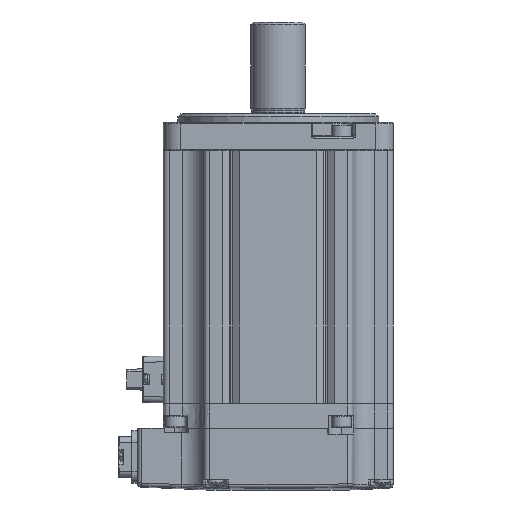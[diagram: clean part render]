
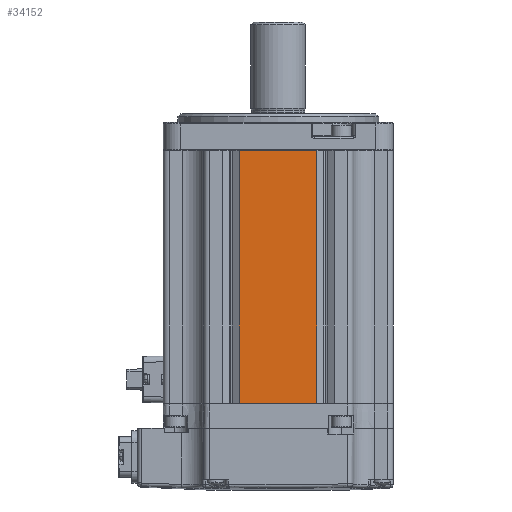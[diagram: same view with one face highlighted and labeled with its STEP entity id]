
A CAD part, front view. The second image highlights one B-rep face of the part: STEP entity #34152.
In plain terms, the highlighted planar face has unit normal (0, -1, 0).
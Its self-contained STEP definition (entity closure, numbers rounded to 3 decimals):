
#10988 = CARTESIAN_POINT ( 'NONE',  ( 0., -40., 0. ) ) ;
#11263 = VERTEX_POINT ( 'NONE', #135905 ) ;
#11786 = CARTESIAN_POINT ( 'NONE',  ( 13.5, -40., 7.8 ) ) ;
#13058 = CARTESIAN_POINT ( 'NONE',  ( 13.5, -40., -79.5 ) ) ;
#14087 = EDGE_CURVE ( 'NONE', #54012, #11263, #128879, .T. ) ;
#16965 = VERTEX_POINT ( 'NONE', #11786 ) ;
#22090 = ORIENTED_EDGE ( 'NONE', *, *, #68818, .T. ) ;
#24172 = LINE ( 'NONE', #13058, #103195 ) ;
#25925 = VECTOR ( 'NONE', #88601, 1000. ) ;
#32653 = CARTESIAN_POINT ( 'NONE',  ( 13.5, -40., -80.3 ) ) ;
#34152 = ADVANCED_FACE ( 'NONE', ( #79899 ), #125124, .F. ) ;
#35689 = VERTEX_POINT ( 'NONE', #112935 ) ;
#47303 = DIRECTION ( 'NONE',  ( 0., 1., 0. ) ) ;
#49784 = AXIS2_PLACEMENT_3D ( 'NONE', #10988, #47303, #113250 ) ;
#54012 = VERTEX_POINT ( 'NONE', #136225 ) ;
#54174 = LINE ( 'NONE', #32653, #92985 ) ;
#55216 = EDGE_CURVE ( 'NONE', #54012, #35689, #54174, .T. ) ;
#61196 = VECTOR ( 'NONE', #95524, 1000. ) ;
#68818 = EDGE_CURVE ( 'NONE', #35689, #16965, #24172, .T. ) ;
#72521 = ORIENTED_EDGE ( 'NONE', *, *, #14087, .F. ) ;
#77853 = DIRECTION ( 'NONE',  ( 1., 0., 0. ) ) ;
#79899 = FACE_OUTER_BOUND ( 'NONE', #108177, .T. ) ;
#88601 = DIRECTION ( 'NONE',  ( -1., 0., 0. ) ) ;
#92985 = VECTOR ( 'NONE', #77853, 1000. ) ;
#95524 = DIRECTION ( 'NONE',  ( 0., 0., 1. ) ) ;
#101374 = ORIENTED_EDGE ( 'NONE', *, *, #55216, .T. ) ;
#103195 = VECTOR ( 'NONE', #104940, 1000. ) ;
#104940 = DIRECTION ( 'NONE',  ( 0., 0., 1. ) ) ;
#108095 = CARTESIAN_POINT ( 'NONE',  ( -13.5, -40., -79.5 ) ) ;
#108177 = EDGE_LOOP ( 'NONE', ( #72521, #101374, #22090, #134131 ) ) ;
#112935 = CARTESIAN_POINT ( 'NONE',  ( 13.5, -40., -80.3 ) ) ;
#113250 = DIRECTION ( 'NONE',  ( -1., 0., 0. ) ) ;
#119784 = CARTESIAN_POINT ( 'NONE',  ( -13.5, -40., 7.8 ) ) ;
#125124 = PLANE ( 'NONE',  #49784 ) ;
#128879 = LINE ( 'NONE', #108095, #61196 ) ;
#134131 = ORIENTED_EDGE ( 'NONE', *, *, #138289, .T. ) ;
#135905 = CARTESIAN_POINT ( 'NONE',  ( -13.5, -40., 7.8 ) ) ;
#136225 = CARTESIAN_POINT ( 'NONE',  ( -13.5, -40., -80.3 ) ) ;
#138289 = EDGE_CURVE ( 'NONE', #16965, #11263, #145005, .T. ) ;
#145005 = LINE ( 'NONE', #119784, #25925 ) ;
